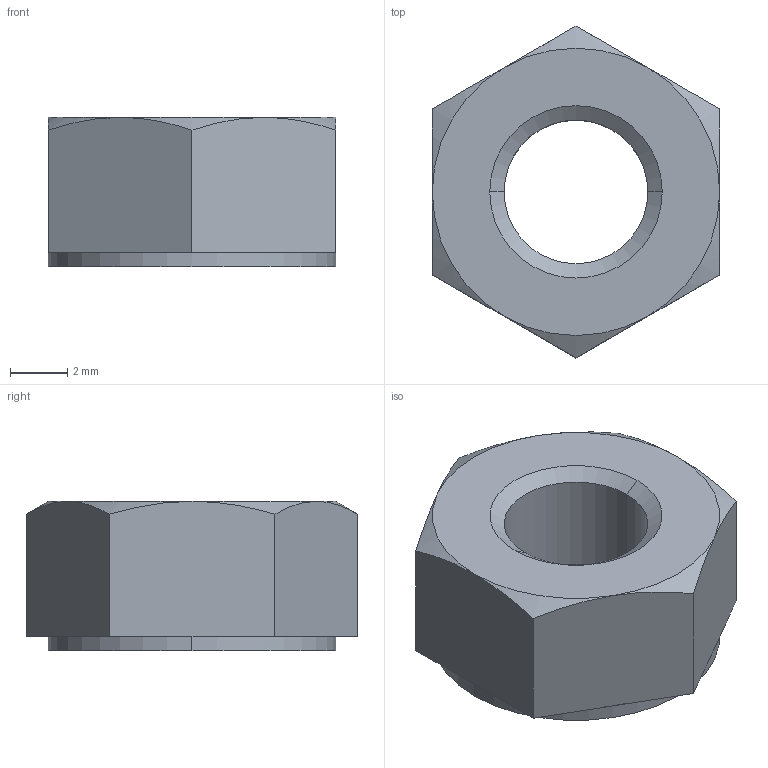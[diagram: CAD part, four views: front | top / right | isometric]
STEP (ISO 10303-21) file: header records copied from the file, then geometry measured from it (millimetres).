
FILE_DESCRIPTION (( 'STEP AP203' ), '1' );
FILE_NAME ('SE_01_2_0015.STEP', '2020-10-21T10:53:12', ( '' ), ( '' ), 'SwSTEP 2.0', 'SolidWorks 2017', '' );
FILE_SCHEMA (( 'CONFIG_CONTROL_DESIGN' ));
Length unit declared in the file: millimetre
Products named in the file (1): SE_01_2_0015
Bounding box: 10 x 11.55 x 5.2 mm (x, y, z)
Volume: 340 mm3; surface area: 383 mm2
Topology: 1 solids, 1 shells, 30 faces, 64 edges, 36 vertices
Faces by surface type: plane 14, cone 10, cylinder 6
Entity records: 909 total; most frequent: CARTESIAN_POINT 191, DIRECTION 138, ORIENTED_EDGE 128, EDGE_CURVE 64, AXIS2_PLACEMENT_3D 55, VERTEX_POINT 36, EDGE_LOOP 32, ADVANCED_FACE 30
